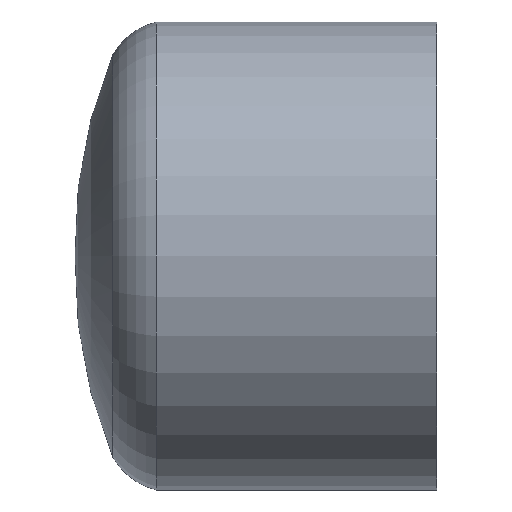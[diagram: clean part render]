
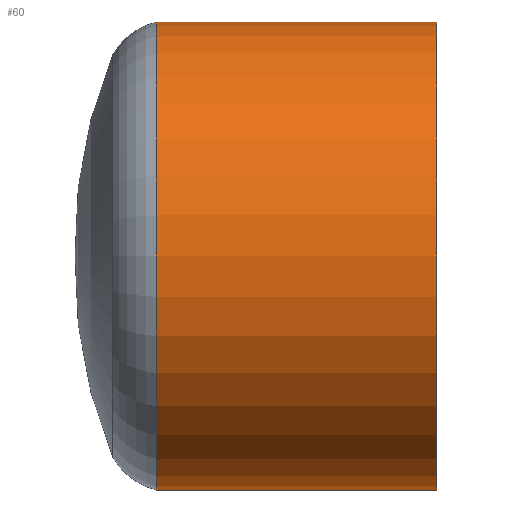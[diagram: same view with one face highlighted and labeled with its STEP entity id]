
A CAD part, left-side view. The second image highlights one B-rep face of the part: STEP entity #60.
In plain terms, the highlighted cylindrical face has radius 31.75 mm (diameter 63.5 mm), a partial arc.
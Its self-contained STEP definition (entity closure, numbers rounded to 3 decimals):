
#5 = EDGE_CURVE ( 'NONE', #255, #193, #39, .T. ) ;
#9 = DIRECTION ( 'NONE',  ( 0., 1., 0. ) ) ;
#11 = AXIS2_PLACEMENT_3D ( 'NONE', #103, #68, #98 ) ;
#15 = CARTESIAN_POINT ( 'NONE',  ( 0., 38.1, 31.75 ) ) ;
#27 = EDGE_CURVE ( 'NONE', #193, #62, #349, .T. ) ;
#30 = CYLINDRICAL_SURFACE ( 'NONE', #211, 31.75 ) ;
#39 = CIRCLE ( 'NONE', #11, 31.75 ) ;
#41 = DIRECTION ( 'NONE',  ( 0., 0., 1. ) ) ;
#50 = DIRECTION ( 'NONE',  ( 0., 0., 1. ) ) ;
#60 = ADVANCED_FACE ( 'NONE', ( #344 ), #30, .T. ) ;
#62 = VERTEX_POINT ( 'NONE', #15 ) ;
#67 = ORIENTED_EDGE ( 'NONE', *, *, #115, .F. ) ;
#68 = DIRECTION ( 'NONE',  ( 0., 1., 0. ) ) ;
#69 = CARTESIAN_POINT ( 'NONE',  ( 0., 0., 0. ) ) ;
#88 = ORIENTED_EDGE ( 'NONE', *, *, #147, .F. ) ;
#98 = DIRECTION ( 'NONE',  ( 0., 0., 1. ) ) ;
#103 = CARTESIAN_POINT ( 'NONE',  ( 0., 0., 0. ) ) ;
#109 = CARTESIAN_POINT ( 'NONE',  ( 0., 38.1, -31.75 ) ) ;
#115 = EDGE_CURVE ( 'NONE', #255, #132, #188, .T. ) ;
#132 = VERTEX_POINT ( 'NONE', #109 ) ;
#133 = DIRECTION ( 'NONE',  ( 0., 1., 0. ) ) ;
#138 = AXIS2_PLACEMENT_3D ( 'NONE', #282, #222, #50 ) ;
#144 = CARTESIAN_POINT ( 'NONE',  ( 0., 0., -31.75 ) ) ;
#147 = EDGE_CURVE ( 'NONE', #132, #62, #180, .T. ) ;
#150 = ORIENTED_EDGE ( 'NONE', *, *, #27, .T. ) ;
#180 = CIRCLE ( 'NONE', #138, 31.75 ) ;
#187 = CARTESIAN_POINT ( 'NONE',  ( 0., 0., -31.75 ) ) ;
#188 = LINE ( 'NONE', #187, #192 ) ;
#192 = VECTOR ( 'NONE', #133, 1000. ) ;
#193 = VERTEX_POINT ( 'NONE', #375 ) ;
#211 = AXIS2_PLACEMENT_3D ( 'NONE', #69, #9, #41 ) ;
#222 = DIRECTION ( 'NONE',  ( 0., 1., 0. ) ) ;
#255 = VERTEX_POINT ( 'NONE', #144 ) ;
#282 = CARTESIAN_POINT ( 'NONE',  ( 0., 38.1, 0. ) ) ;
#304 = DIRECTION ( 'NONE',  ( 0., 1., 0. ) ) ;
#305 = ORIENTED_EDGE ( 'NONE', *, *, #5, .T. ) ;
#344 = FACE_OUTER_BOUND ( 'NONE', #361, .T. ) ;
#349 = LINE ( 'NONE', #356, #360 ) ;
#356 = CARTESIAN_POINT ( 'NONE',  ( 0., 0., 31.75 ) ) ;
#360 = VECTOR ( 'NONE', #304, 1000. ) ;
#361 = EDGE_LOOP ( 'NONE', ( #67, #305, #150, #88 ) ) ;
#375 = CARTESIAN_POINT ( 'NONE',  ( 0., 0., 31.75 ) ) ;
